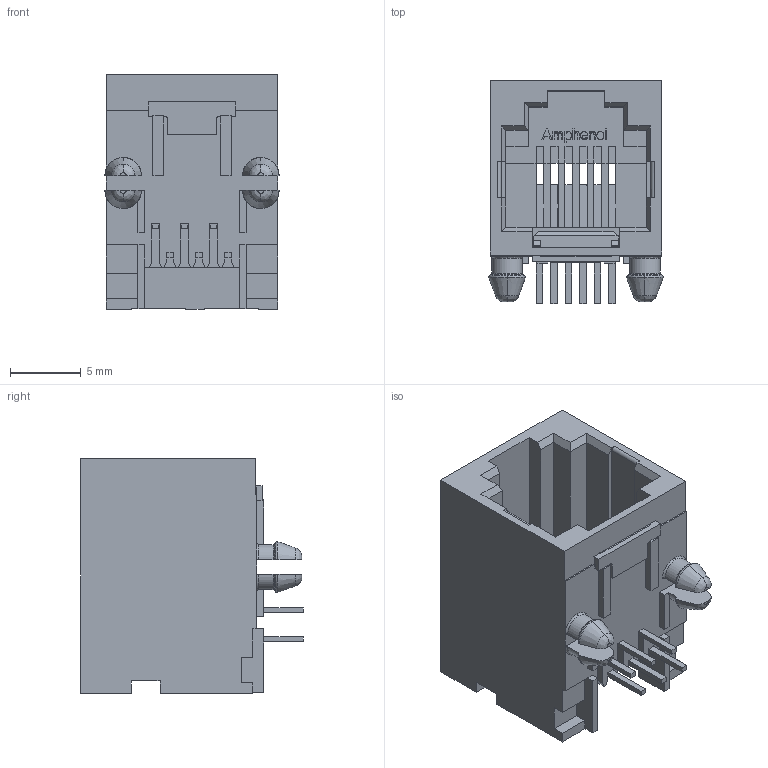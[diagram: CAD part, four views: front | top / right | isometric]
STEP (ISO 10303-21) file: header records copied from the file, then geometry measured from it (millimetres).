
FILE_DESCRIPTION (( 'STEP AP214' ), '1' );
FILE_NAME ('ACC-M-RJE01-660-01-REVT1.STEP', '2018-12-14T08:52:33', ( '' ), ( '' ), 'SwSTEP 2.0', 'SolidWorks 2018', '' );
FILE_SCHEMA (( 'AUTOMOTIVE_DESIGN' ));
Length unit declared in the file: millimetre
Products named in the file (1): ACC-M-RJE01-660-01-REVT1
Bounding box: 12.28 x 15.71 x 16.55 mm (x, y, z)
Volume: 1295.2 mm3; surface area: 2096.3 mm2
Topology: 1 solids, 1 shells, 459 faces, 1346 edges, 884 vertices
Faces by surface type: plane 374, bspline 65, cone 12, cylinder 8
Entity records: 22504 total; most frequent: CARTESIAN_POINT 5903, ORIENTED_EDGE 2692, DIRECTION 1939, EDGE_CURVE 1346, VECTOR 1053, LINE 1053, VERTEX_POINT 884, EDGE_LOOP 482
